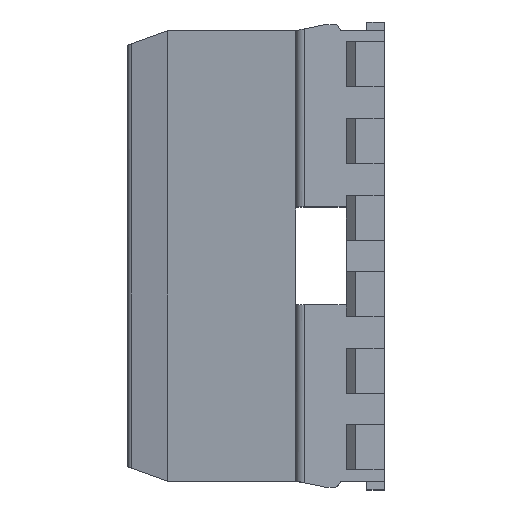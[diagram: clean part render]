
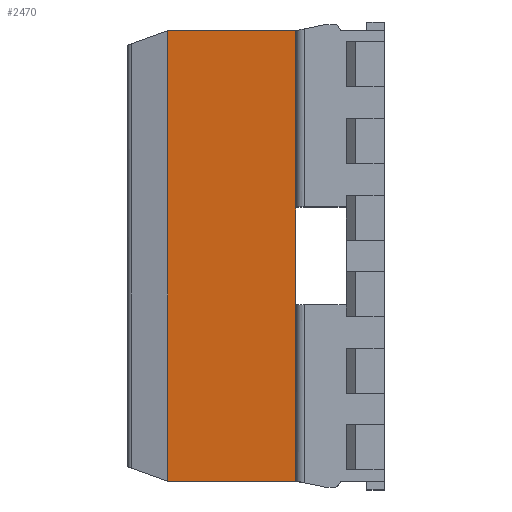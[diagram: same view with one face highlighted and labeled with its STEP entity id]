
A CAD part, top view. The second image highlights one B-rep face of the part: STEP entity #2470.
In plain terms, the highlighted planar face has unit normal (-0.121, 0, 0.993).
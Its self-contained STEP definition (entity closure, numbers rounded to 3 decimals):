
#35=DIRECTION('',(0.993,0.,0.121));
#36=VECTOR('',#35,7.455);
#37=CARTESIAN_POINT('',(-12.5,-13.,0.85));
#38=LINE('',#37,#36);
#673=DIRECTION('',(0.,1.,0.));
#674=VECTOR('',#673,10.175);
#675=CARTESIAN_POINT('',(-5.1,2.825,1.75));
#676=LINE('',#675,#674);
#697=DIRECTION('',(0.,1.,0.));
#698=VECTOR('',#697,10.175);
#699=CARTESIAN_POINT('',(-5.1,-13.,1.75));
#700=LINE('',#699,#698);
#701=DIRECTION('',(0.,-1.,0.));
#702=VECTOR('',#701,5.65);
#703=CARTESIAN_POINT('',(-5.1,2.825,1.75));
#704=LINE('',#703,#702);
#705=DIRECTION('',(0.,1.,0.));
#706=VECTOR('',#705,26.);
#707=CARTESIAN_POINT('',(-12.5,-13.,0.85));
#708=LINE('',#707,#706);
#793=DIRECTION('',(0.993,0.,0.121));
#794=VECTOR('',#793,7.455);
#795=CARTESIAN_POINT('',(-12.5,13.,0.85));
#796=LINE('',#795,#794);
#1345=CARTESIAN_POINT('',(-12.5,-13.,0.85));
#1347=VERTEX_POINT('',#1345);
#1349=CARTESIAN_POINT('',(-12.5,13.,0.85));
#1351=VERTEX_POINT('',#1349);
#1360=CARTESIAN_POINT('',(-5.1,-13.,1.75));
#1361=VERTEX_POINT('',#1360);
#1364=CARTESIAN_POINT('',(-5.1,13.,1.75));
#1365=VERTEX_POINT('',#1364);
#1626=CARTESIAN_POINT('',(-5.1,2.825,1.75));
#1627=CARTESIAN_POINT('',(-5.1,-2.825,1.75));
#1628=VERTEX_POINT('',#1626);
#1629=VERTEX_POINT('',#1627);
#2455=CARTESIAN_POINT('',(-12.5,-13.,0.85));
#2456=DIRECTION('',(-0.121,0.,0.993));
#2457=DIRECTION('',(0.993,0.,0.121));
#2458=AXIS2_PLACEMENT_3D('',#2455,#2456,#2457);
#2459=PLANE('',#2458);
#2460=ORIENTED_EDGE('',*,*,#1967,.T.);
#2461=ORIENTED_EDGE('',*,*,#2450,.F.);
#2462=ORIENTED_EDGE('',*,*,#1785,.F.);
#2464=ORIENTED_EDGE('',*,*,#2463,.T.);
#2466=ORIENTED_EDGE('',*,*,#2465,.T.);
#2467=ORIENTED_EDGE('',*,*,#2430,.F.);
#2468=EDGE_LOOP('',(#2460,#2461,#2462,#2464,#2466,#2467));
#2469=FACE_OUTER_BOUND('',#2468,.F.);
#2470=ADVANCED_FACE('',(#2469),#2459,.T.);
#1785=EDGE_CURVE('',#1347,#1361,#38,.T.);
#1967=EDGE_CURVE('',#1628,#1629,#704,.T.);
#2430=EDGE_CURVE('',#1628,#1365,#676,.T.);
#2450=EDGE_CURVE('',#1361,#1629,#700,.T.);
#2463=EDGE_CURVE('',#1347,#1351,#708,.T.);
#2465=EDGE_CURVE('',#1351,#1365,#796,.T.);
